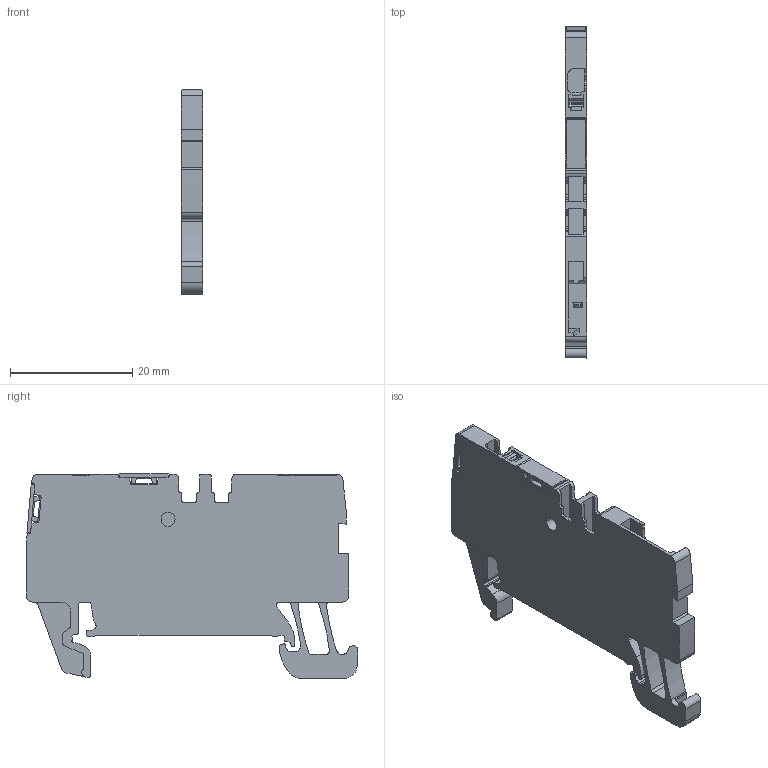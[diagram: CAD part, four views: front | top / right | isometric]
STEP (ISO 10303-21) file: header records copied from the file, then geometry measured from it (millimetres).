
FILE_DESCRIPTION(('CATIA V5R22 STEP214','CAx-IF Rec.Pracs.--- Model Styling and Organization---1.4--- 2014-01-23'),'2;1');
FILE_NAME ('1135700-1_1', '2019-07-05T12:04:42+00:00', ('Weidmueller Interface'), ('Weidmueller'), 'CATIA Version 5-6 Release 2016 SP3 HF44', 'CATIA V5 STEP AP214', 'none');
FILE_SCHEMA(('AUTOMOTIVE_DESIGN { 1 0 10303 214 1 1 1 1 }'));
Length unit declared in the file: millimetre
Products named in the file (1): 2675690000_APGTB_1-5_FT_2C-1_DL_BL
Bounding box: 3.5 x 54.23 x 33.4 mm (x, y, z)
Volume: 3932.6 mm3; surface area: 4857.6 mm2
Topology: 5 solids, 5 shells, 580 faces, 1649 edges, 1081 vertices
Faces by surface type: plane 307, cylinder 257, torus 6, bspline 4, sphere 4, extrusion 2
Entity records: 18529 total; most frequent: CARTESIAN_POINT 3989, ORIENTED_EDGE 3292, DIRECTION 2486, EDGE_CURVE 1646, VECTOR 1106, LINE 1104, VERTEX_POINT 1081, AXIS2_PLACEMENT_3D 911
